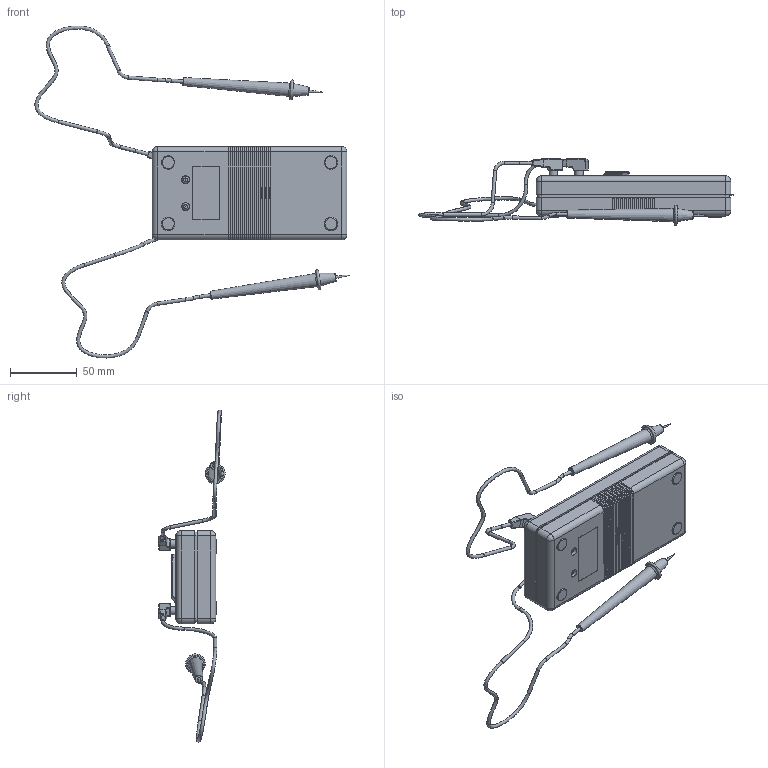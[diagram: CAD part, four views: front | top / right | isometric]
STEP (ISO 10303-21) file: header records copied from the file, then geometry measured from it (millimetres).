
FILE_DESCRIPTION(/* description */ (''),/* implementation_level */ '2;1');
FILE_NAME(/* name */ 'Assy multimeter.stp',/* time_stamp */ '2015-10-09T17:07:49+02:00',/* author */ ('Hans'),/* organization */ (''),/* preprocessor_version */ 'ST-DEVELOPER v15.2',/* originating_system */ 'Autodesk Inventor 2014',/* authorisation */ '');
FILE_SCHEMA (('AUTOMOTIVE_DESIGN { 1 0 10303 214 3 1 1 }'));
Products named in the file (12): Multimeter housing; Multimeter glass; Multimeter knob; Multimeter pen; Multimeter pen black; Multimeter connector red; Multimeter connector black 1; Multimeter cable red; Multimeter cable red 2; Multimeter cable black a; Multimeter cable red 2_MIR; Assy multimeter
Bounding box: 235.69 x 49.8 x 248.93 mm (x, y, z)
Volume: 312601 mm3; surface area: 57931.2 mm2
Topology: 11 solids, 11 shells, 2213 faces, 5768 edges, 3778 vertices
Faces by surface type: plane 1165, bspline 762, cylinder 199, torus 40, sphere 37, cone 10
Full cylindrical faces by diameter (mm): 0.276 x2, 2.5 x10, 4.964 x2, 5 x2, 6 x4, 6.339 x2, 8 x3, 10 x4, 42.7 x1, 43 x1
Entity records: 73804 total; most frequent: CARTESIAN_POINT 22567, ORIENTED_EDGE 11388, DIRECTION 7604, EDGE_CURVE 5694, VERTEX_POINT 3772, LINE 3696, VECTOR 3696, EDGE_LOOP 2482
